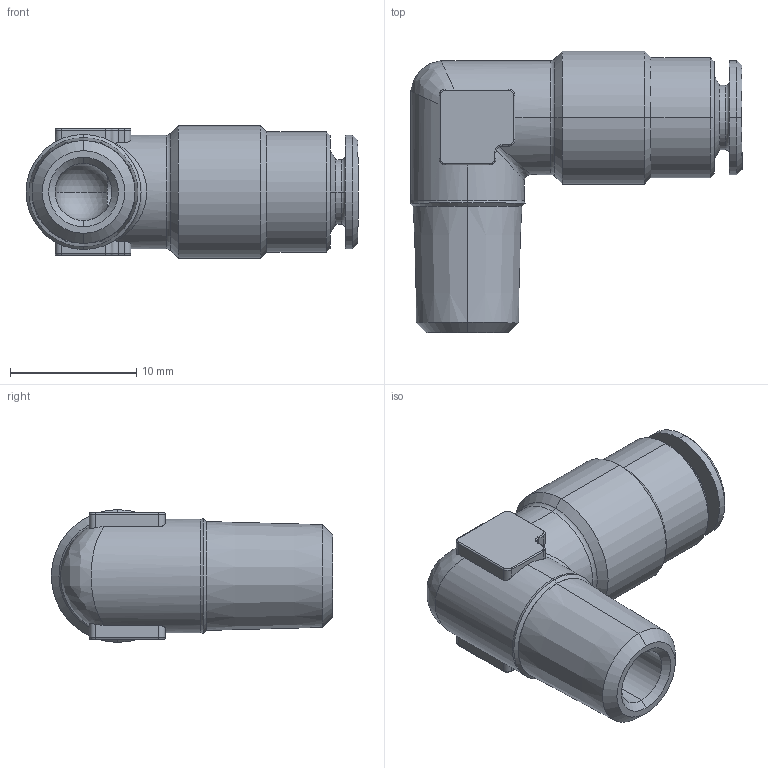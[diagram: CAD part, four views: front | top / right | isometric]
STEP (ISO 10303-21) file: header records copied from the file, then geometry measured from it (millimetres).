
FILE_DESCRIPTION (( 'STEP AP203' ), '1' );
FILE_NAME ('H0040510.STEP', '2010-06-21T13:09:02', ( '' ), ( 'sopra-pneumatic' ), 'SwSTEP 2.0', 'SolidWorks 2009', '' );
FILE_SCHEMA (( 'CONFIG_CONTROL_DESIGN' ));
Length unit declared in the file: millimetre
Products named in the file (1): H0040510
Bounding box: 26.25 x 22.25 x 10.5 mm (x, y, z)
Volume: 2021.8 mm3; surface area: 1801.5 mm2
Topology: 1 solids, 1 shells, 106 faces, 251 edges, 147 vertices
Faces by surface type: cylinder 44, cone 22, torus 18, plane 18, sphere 2, bspline 2
Entity records: 3753 total; most frequent: CARTESIAN_POINT 1212, DIRECTION 560, ORIENTED_EDGE 498, EDGE_CURVE 249, AXIS2_PLACEMENT_3D 231, VERTEX_POINT 147, CIRCLE 126, EDGE_LOOP 110
